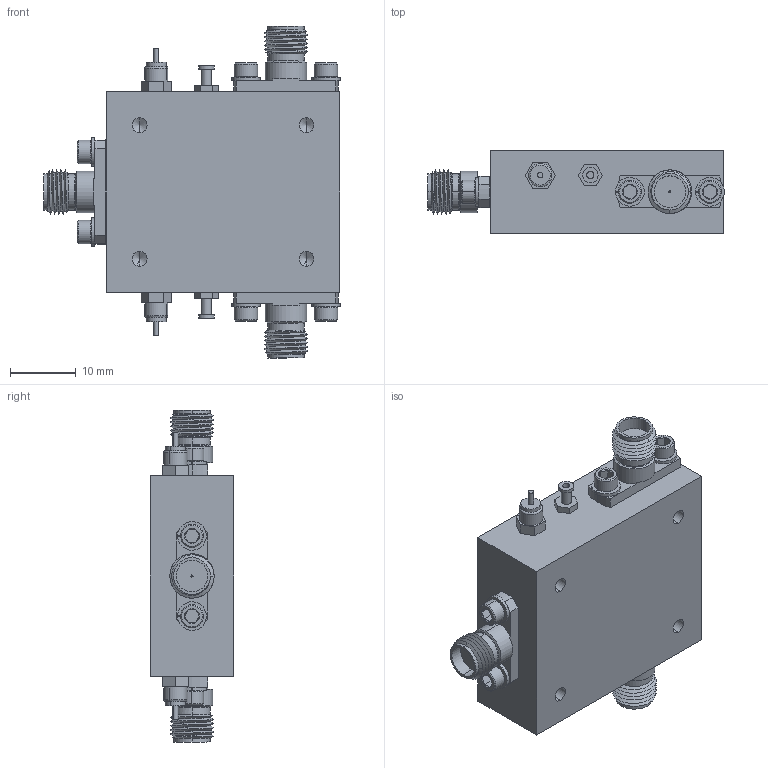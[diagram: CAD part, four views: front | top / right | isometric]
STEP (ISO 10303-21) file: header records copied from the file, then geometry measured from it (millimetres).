
FILE_DESCRIPTION (( 'STEP AP203' ), '1' );
FILE_NAME ('SKS-2533034060-KFKF-A1.STEP', '2019-04-13T00:29:55', ( '' ), ( '' ), 'SwSTEP 2.0', 'SolidWorks 2016', '' );
FILE_SCHEMA (( 'CONFIG_CONTROL_DESIGN' ));
Products named in the file (1): SKS-2533034060-KFKF-A1
Bounding box: 45.16 x 12.7 x 50.55 mm (x, y, z)
Volume: 14989.2 mm3; surface area: 9515.2 mm2
Topology: 26 solids, 26 shells, 1074 faces, 2775 edges, 1776 vertices
Faces by surface type: cylinder 583, plane 261, cone 182, bspline 38, torus 10
Entity records: 49513 total; most frequent: CARTESIAN_POINT 26012, ORIENTED_EDGE 5502, DIRECTION 4303, EDGE_CURVE 2751, VERTEX_POINT 1776, AXIS2_PLACEMENT_3D 1615, EDGE_LOOP 1151, FACE_OUTER_BOUND 1074
